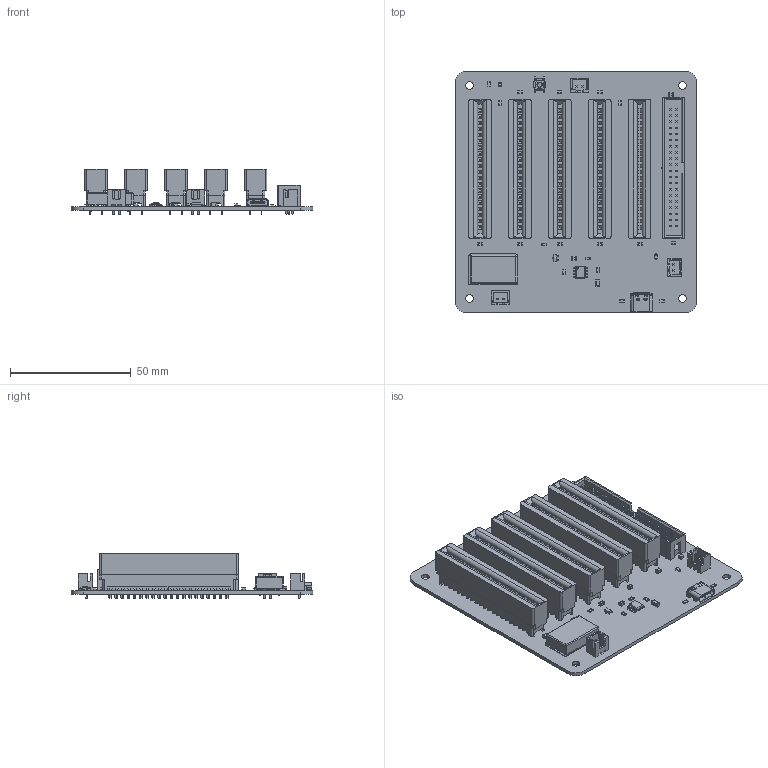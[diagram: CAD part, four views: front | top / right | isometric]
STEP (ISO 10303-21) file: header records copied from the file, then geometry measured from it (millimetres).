
FILE_DESCRIPTION(('KiCad electronic assembly'),'2;1');
FILE_NAME('Backplane Pro.step','2025-09-09T15:38:41',('Pcbnew'),('Kicad' ),'Open CASCADE STEP processor 7.8','KiCad to STEP converter', 'Unknown');
FILE_SCHEMA(('AUTOMOTIVE_DESIGN { 1 0 10303 214 1 1 1 1 }'));
Length unit declared in the file: millimetre
Products named in the file (21): Backplane Pro 1; C_0805_2012Metric; LED_0805_2012Metric; HRO_TYPE-C-31-M-12; ConPins; PcbPins; Mold; Frame; JST_XH_B2B-XH-A_1x02_P2.50mm_Vertical; 5-5530843-4; R_0805_2012Metric; 61204021621; 6120xx21621_PIN; D_SOD-323F; C_1206_3216Metric; SOT-23; TS-1187A-B-A-B; SOIC-8_3.9x4.9mm_P1.27mm; Oscillator_DIP-14; Backplane Pro_PCB
Assembly tree (83 placements, depth 3):
  Backplane Pro 1
    C_0805_2012Metric  x13
    LED_0805_2012Metric
    HRO_TYPE-C-31-M-12
      ConPins
      PcbPins
      Mold
      Frame
    JST_XH_B2B-XH-A_1x02_P2.50mm_Vertical  x3
    5-5530843-4  x5
    R_0805_2012Metric  x7
    61204021621
      6120xx21621_PIN  x40
      61204021621
    D_SOD-323F
    C_1206_3216Metric
    SOT-23
    TS-1187A-B-A-B
    SOIC-8_3.9x4.9mm_P1.27mm
    Oscillator_DIP-14
    Backplane Pro_PCB
Bounding box: 100 x 100 x 18.9 mm (x, y, z)
Volume: 49992.8 mm3; surface area: 49935.5 mm2
Topology: 87 solids, 87 shells, 5677 faces, 14128 edges, 9042 vertices
Faces by surface type: plane 4361, cylinder 1164, sphere 60, torus 44, bspline 42, cone 6
Full cylindrical faces by diameter (mm): 0.45 x4, 0.5 x2, 0.65 x2, 0.8 x4, 0.85 x6, 1 x246, 3.2 x4
Entity records: 83713 total; most frequent: CARTESIAN_POINT 13386, DIRECTION 12970, ORIENTED_EDGE 12811, EDGE_CURVE 6406, LINE 4780, VECTOR 4780, AXIS2_PLACEMENT_3D 4095, VERTEX_POINT 4058
